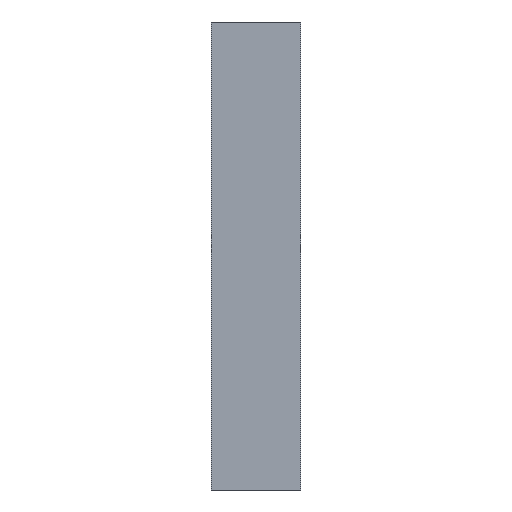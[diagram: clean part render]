
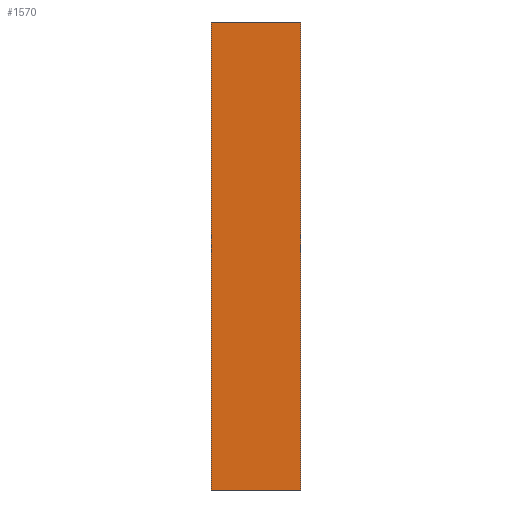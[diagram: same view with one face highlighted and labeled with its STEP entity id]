
A CAD part, left-side view. The second image highlights one B-rep face of the part: STEP entity #1570.
In plain terms, the highlighted planar face has unit normal (-1, 0, 0).
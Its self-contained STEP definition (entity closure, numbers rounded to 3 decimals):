
#58 = FACE_OUTER_BOUND ( 'NONE', #305, .T. ) ;
#99 = DIRECTION ( 'NONE',  ( 0., 0., -1. ) ) ;
#305 = EDGE_LOOP ( 'NONE', ( #1288, #2353, #597, #627 ) ) ;
#315 = LINE ( 'NONE', #439, #1424 ) ;
#358 = EDGE_CURVE ( 'NONE', #2442, #512, #1242, .T. ) ;
#403 = CARTESIAN_POINT ( 'NONE',  ( -82.5, 11.5, -30. ) ) ;
#439 = CARTESIAN_POINT ( 'NONE',  ( -82.5, 11.5, -30. ) ) ;
#512 = VERTEX_POINT ( 'NONE', #1085 ) ;
#597 = ORIENTED_EDGE ( 'NONE', *, *, #753, .F. ) ;
#627 = ORIENTED_EDGE ( 'NONE', *, *, #1060, .T. ) ;
#753 = EDGE_CURVE ( 'NONE', #828, #2442, #315, .T. ) ;
#814 = DIRECTION ( 'NONE',  ( 0., 0., 1. ) ) ;
#828 = VERTEX_POINT ( 'NONE', #403 ) ;
#864 = DIRECTION ( 'NONE',  ( 1., 0., 0. ) ) ;
#873 = DIRECTION ( 'NONE',  ( 0., 0., 1. ) ) ;
#953 = VERTEX_POINT ( 'NONE', #2160 ) ;
#973 = VECTOR ( 'NONE', #2115, 1000. ) ;
#1060 = EDGE_CURVE ( 'NONE', #828, #953, #1501, .T. ) ;
#1073 = DIRECTION ( 'NONE',  ( 0., -1., 0. ) ) ;
#1085 = CARTESIAN_POINT ( 'NONE',  ( -82.5, 0., 30. ) ) ;
#1242 = LINE ( 'NONE', #1506, #973 ) ;
#1288 = ORIENTED_EDGE ( 'NONE', *, *, #2318, .T. ) ;
#1424 = VECTOR ( 'NONE', #814, 1000. ) ;
#1464 = CARTESIAN_POINT ( 'NONE',  ( -82.5, 0., -30. ) ) ;
#1466 = AXIS2_PLACEMENT_3D ( 'NONE', #1622, #864, #99 ) ;
#1501 = LINE ( 'NONE', #1805, #1531 ) ;
#1506 = CARTESIAN_POINT ( 'NONE',  ( -82.5, 11.5, 30. ) ) ;
#1531 = VECTOR ( 'NONE', #1073, 1000. ) ;
#1534 = VECTOR ( 'NONE', #873, 1000. ) ;
#1570 = ADVANCED_FACE ( 'NONE', ( #58 ), #1654, .F. ) ;
#1582 = CARTESIAN_POINT ( 'NONE',  ( -82.5, 11.5, 30. ) ) ;
#1622 = CARTESIAN_POINT ( 'NONE',  ( -82.5, 11.5, -30. ) ) ;
#1654 = PLANE ( 'NONE',  #1466 ) ;
#1723 = LINE ( 'NONE', #1464, #1534 ) ;
#1805 = CARTESIAN_POINT ( 'NONE',  ( -82.5, 11.5, -30. ) ) ;
#2115 = DIRECTION ( 'NONE',  ( 0., -1., 0. ) ) ;
#2160 = CARTESIAN_POINT ( 'NONE',  ( -82.5, 0., -30. ) ) ;
#2318 = EDGE_CURVE ( 'NONE', #953, #512, #1723, .T. ) ;
#2353 = ORIENTED_EDGE ( 'NONE', *, *, #358, .F. ) ;
#2442 = VERTEX_POINT ( 'NONE', #1582 ) ;
